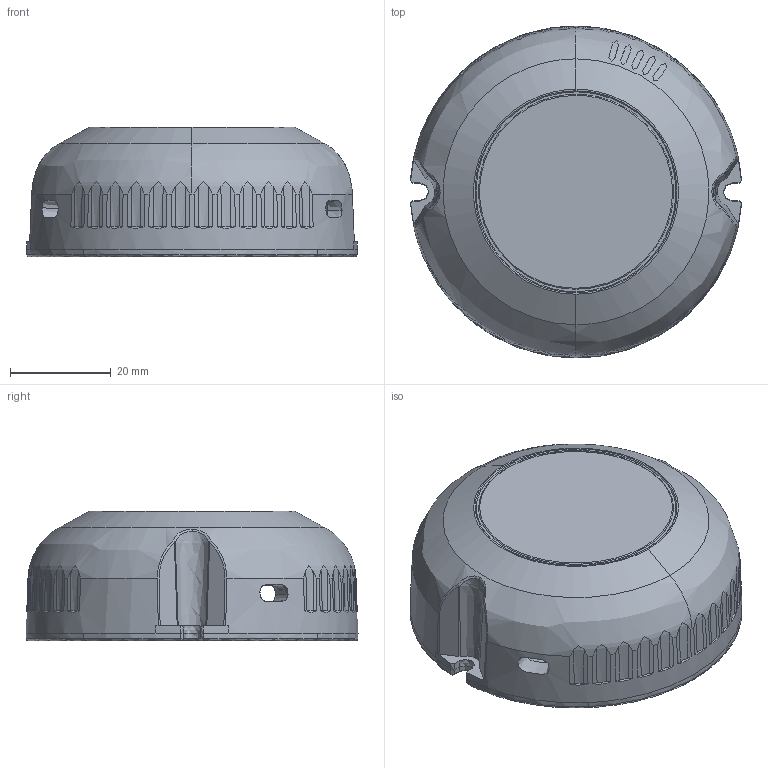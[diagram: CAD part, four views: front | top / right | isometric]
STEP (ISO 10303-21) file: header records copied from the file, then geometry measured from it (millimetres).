
FILE_DESCRIPTION(/* description */ (''),/* implementation_level */ '2;1');
FILE_NAME(/* name */ 'CS-21-~2',/* time_stamp */ '2023-06-27T11:33:15+08:00',/* author */ (''),/* organization */ (''),/* preprocessor_version */ 'ST-DEVELOPER v16.5',/* originating_system */ '',/* authorisation */ '');
FILE_SCHEMA (('AUTOMOTIVE_DESIGN'));
Length unit declared in the file: millimetre
Products named in the file (1): Document
Bounding box: 65.84 x 66 x 25.8 mm (x, y, z)
Surface area: 10893.9 mm2 (no closed solid volume)
Topology: 0 solids, 1 shells, 261 faces, 658 edges, 406 vertices
Faces by surface type: bspline 233, plane 28
Entity records: 14250 total; most frequent: CARTESIAN_POINT 10569, ORIENTED_EDGE 1312, EDGE_CURVE 658, VERTEX_POINT 406, B_SPLINE_CURVE_WITH_KNOTS 395, EDGE_LOOP 270, ADVANCED_FACE 261, FACE_OUTER_BOUND 261
